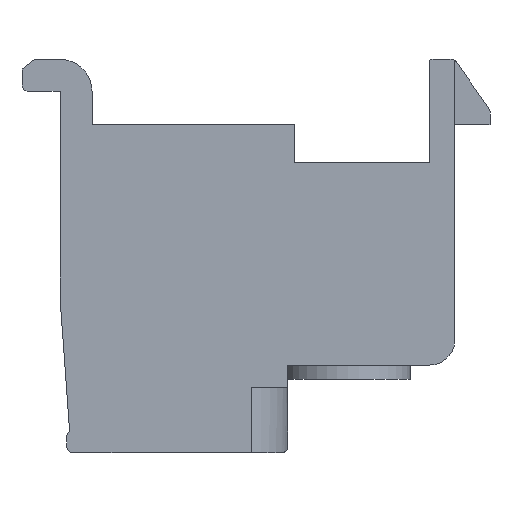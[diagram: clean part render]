
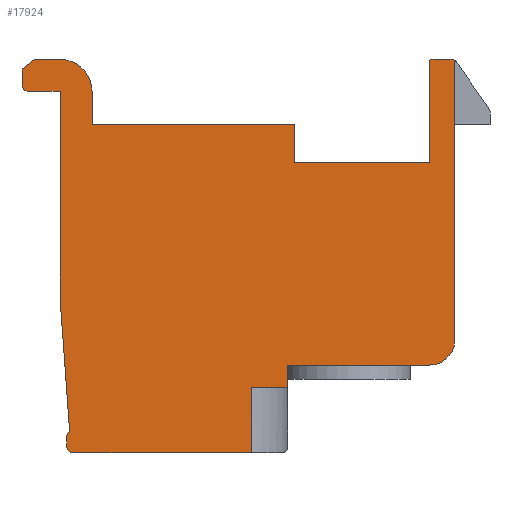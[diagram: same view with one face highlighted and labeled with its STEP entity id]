
A CAD part, front view. The second image highlights one B-rep face of the part: STEP entity #17924.
In plain terms, the highlighted planar face has unit normal (0, -1, 0).
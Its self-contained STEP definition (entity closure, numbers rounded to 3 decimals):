
#1=CARTESIAN_POINT('',(5.45,0.,-2.625));
#2=DIRECTION('',(0.,1.,0.));
#3=DIRECTION('',(1.,0.,0.));
#4=AXIS2_PLACEMENT_3D('',#1,#2,#3);
#6=DIRECTION('',(-1.,0.,0.));
#7=VECTOR('',#6,4.45);
#8=CARTESIAN_POINT('',(5.45,0.,-3.425));
#9=LINE('',#8,#7);
#10=DIRECTION('',(0.,0.,-1.));
#11=VECTOR('',#10,0.7);
#12=CARTESIAN_POINT('',(1.,0.,-3.425));
#13=LINE('',#12,#11);
#14=DIRECTION('',(1.,0.,0.));
#15=VECTOR('',#14,1.15);
#16=CARTESIAN_POINT('',(-0.15,0.,-4.125));
#17=LINE('',#16,#15);
#18=DIRECTION('',(0.,0.,1.));
#19=VECTOR('',#18,2.05);
#20=CARTESIAN_POINT('',(-0.15,0.,-6.175));
#21=LINE('',#20,#19);
#22=DIRECTION('',(-1.,0.,0.));
#23=VECTOR('',#22,5.6);
#24=CARTESIAN_POINT('',(-0.15,0.,-6.175));
#25=LINE('',#24,#23);
#26=CARTESIAN_POINT('',(-5.75,0.,-5.975));
#27=DIRECTION('',(0.,1.,0.));
#28=DIRECTION('',(0.,0.,-1.));
#29=AXIS2_PLACEMENT_3D('',#26,#27,#28);
#31=DIRECTION('',(0.,0.,1.));
#32=VECTOR('',#31,0.3);
#33=CARTESIAN_POINT('',(-5.95,0.,-5.975));
#34=LINE('',#33,#32);
#35=CARTESIAN_POINT('',(-5.75,0.,-5.675));
#36=DIRECTION('',(0.,1.,0.));
#37=DIRECTION('',(-1.,0.,0.));
#38=AXIS2_PLACEMENT_3D('',#35,#36,#37);
#40=DIRECTION('',(-0.072,0.,0.997));
#41=VECTOR('',#40,4.13);
#42=CARTESIAN_POINT('',(-5.854,0.,-5.504));
#43=LINE('',#42,#41);
#44=DIRECTION('',(0.,0.,1.));
#45=VECTOR('',#44,6.56);
#46=CARTESIAN_POINT('',(-6.15,0.,-1.385));
#47=LINE('',#46,#45);
#48=DIRECTION('',(-1.,0.,0.));
#49=VECTOR('',#48,1.);
#50=CARTESIAN_POINT('',(-6.15,0.,5.175));
#51=LINE('',#50,#49);
#52=CARTESIAN_POINT('',(-7.15,0.,5.375));
#53=DIRECTION('',(0.,1.,0.));
#54=DIRECTION('',(0.,0.,-1.));
#55=AXIS2_PLACEMENT_3D('',#52,#53,#54);
#57=DIRECTION('',(0.,0.,1.));
#58=VECTOR('',#57,0.5);
#59=CARTESIAN_POINT('',(-7.35,0.,5.375));
#60=LINE('',#59,#58);
#61=DIRECTION('',(0.785,0.,0.619));
#62=VECTOR('',#61,0.485);
#63=CARTESIAN_POINT('',(-7.35,0.,5.875));
#64=LINE('',#63,#62);
#65=DIRECTION('',(1.,0.,0.));
#66=VECTOR('',#65,0.819);
#67=CARTESIAN_POINT('',(-6.969,0.,6.175));
#68=LINE('',#67,#66);
#69=CARTESIAN_POINT('',(-6.15,0.,5.175));
#70=DIRECTION('',(0.,1.,0.));
#71=DIRECTION('',(0.,0.,1.));
#72=AXIS2_PLACEMENT_3D('',#69,#70,#71);
#74=DIRECTION('',(0.,0.,-1.));
#75=VECTOR('',#74,1.05);
#76=CARTESIAN_POINT('',(-5.15,0.,5.175));
#77=LINE('',#76,#75);
#78=DIRECTION('',(1.,0.,0.));
#79=VECTOR('',#78,6.35);
#80=CARTESIAN_POINT('',(-5.15,0.,4.125));
#81=LINE('',#80,#79);
#82=DIRECTION('',(0.,0.,-1.));
#83=VECTOR('',#82,1.2);
#84=CARTESIAN_POINT('',(1.2,0.,4.125));
#85=LINE('',#84,#83);
#86=DIRECTION('',(1.,0.,0.));
#87=VECTOR('',#86,4.25);
#88=CARTESIAN_POINT('',(1.2,0.,2.925));
#89=LINE('',#88,#87);
#90=DIRECTION('',(0.,0.,1.));
#91=VECTOR('',#90,3.213);
#92=CARTESIAN_POINT('',(5.45,0.,2.925));
#93=LINE('',#92,#91);
#94=CARTESIAN_POINT('',(5.565,0.,5.975));
#95=DIRECTION('',(0.,1.,0.));
#96=DIRECTION('',(-0.577,0.,0.816));
#97=AXIS2_PLACEMENT_3D('',#94,#95,#96);
#99=DIRECTION('',(1.,0.,0.));
#100=VECTOR('',#99,0.626);
#101=CARTESIAN_POINT('',(5.565,0.,6.175));
#102=LINE('',#101,#100);
#103=CARTESIAN_POINT('',(6.127,0.,5.986));
#104=DIRECTION('',(0.,1.,0.));
#105=DIRECTION('',(0.32,0.,0.947));
#106=AXIS2_PLACEMENT_3D('',#103,#104,#105);
#116=DIRECTION('',(0.,0.,1.));
#117=VECTOR('',#116,8.768);
#118=CARTESIAN_POINT('',(6.25,0.,-2.625));
#119=LINE('',#118,#117);
#13672=CARTESIAN_POINT('',(6.25,0.,-2.625));
#13673=CARTESIAN_POINT('',(5.45,0.,-3.425));
#13674=VERTEX_POINT('',#13672);
#13675=VERTEX_POINT('',#13673);
#13676=CARTESIAN_POINT('',(1.,0.,-3.425));
#13677=VERTEX_POINT('',#13676);
#13678=CARTESIAN_POINT('',(-5.75,0.,-6.175));
#13679=CARTESIAN_POINT('',(-5.95,0.,-5.975));
#13680=VERTEX_POINT('',#13678);
#13681=VERTEX_POINT('',#13679);
#13682=CARTESIAN_POINT('',(-5.95,0.,-5.675));
#13683=VERTEX_POINT('',#13682);
#13684=CARTESIAN_POINT('',(-5.854,0.,-5.504));
#13685=VERTEX_POINT('',#13684);
#13686=CARTESIAN_POINT('',(-6.15,0.,-1.385));
#13687=VERTEX_POINT('',#13686);
#13688=CARTESIAN_POINT('',(-6.15,0.,5.175));
#13689=VERTEX_POINT('',#13688);
#13690=CARTESIAN_POINT('',(-7.15,0.,5.175));
#13691=VERTEX_POINT('',#13690);
#13692=CARTESIAN_POINT('',(-7.35,0.,5.375));
#13693=VERTEX_POINT('',#13692);
#13694=CARTESIAN_POINT('',(-7.35,0.,5.875));
#13695=VERTEX_POINT('',#13694);
#13696=CARTESIAN_POINT('',(-6.969,0.,6.175));
#13697=VERTEX_POINT('',#13696);
#13698=CARTESIAN_POINT('',(-6.15,0.,6.175));
#13699=VERTEX_POINT('',#13698);
#13700=CARTESIAN_POINT('',(-5.15,0.,5.175));
#13701=VERTEX_POINT('',#13700);
#13702=CARTESIAN_POINT('',(-5.15,0.,4.125));
#13703=VERTEX_POINT('',#13702);
#13704=CARTESIAN_POINT('',(1.2,0.,4.125));
#13705=VERTEX_POINT('',#13704);
#13706=CARTESIAN_POINT('',(1.2,0.,2.925));
#13707=VERTEX_POINT('',#13706);
#13708=CARTESIAN_POINT('',(5.45,0.,2.925));
#13709=VERTEX_POINT('',#13708);
#13710=CARTESIAN_POINT('',(5.45,0.,6.138));
#13711=VERTEX_POINT('',#13710);
#13712=CARTESIAN_POINT('',(5.565,0.,6.175));
#13713=VERTEX_POINT('',#13712);
#13714=CARTESIAN_POINT('',(6.191,0.,6.175));
#13715=VERTEX_POINT('',#13714);
#14316=CARTESIAN_POINT('',(-0.15,0.,-6.175));
#14317=CARTESIAN_POINT('',(-0.15,0.,-4.125));
#14318=VERTEX_POINT('',#14316);
#14319=VERTEX_POINT('',#14317);
#14320=CARTESIAN_POINT('',(1.,0.,-4.125));
#14321=VERTEX_POINT('',#14320);
#14340=CARTESIAN_POINT('',(6.25,0.,6.143));
#14342=VERTEX_POINT('',#14340);
#17865=CARTESIAN_POINT('',(0.,0.,0.));
#17866=DIRECTION('',(0.,1.,0.));
#17867=DIRECTION('',(1.,0.,0.));
#17868=AXIS2_PLACEMENT_3D('',#17865,#17866,#17867);
#17869=PLANE('',#17868);
#17871=ORIENTED_EDGE('',*,*,#17870,.F.);
#17873=ORIENTED_EDGE('',*,*,#17872,.T.);
#17875=ORIENTED_EDGE('',*,*,#17874,.T.);
#17877=ORIENTED_EDGE('',*,*,#17876,.T.);
#17879=ORIENTED_EDGE('',*,*,#17878,.F.);
#17881=ORIENTED_EDGE('',*,*,#17880,.F.);
#17883=ORIENTED_EDGE('',*,*,#17882,.T.);
#17885=ORIENTED_EDGE('',*,*,#17884,.T.);
#17887=ORIENTED_EDGE('',*,*,#17886,.T.);
#17889=ORIENTED_EDGE('',*,*,#17888,.T.);
#17891=ORIENTED_EDGE('',*,*,#17890,.T.);
#17893=ORIENTED_EDGE('',*,*,#17892,.T.);
#17895=ORIENTED_EDGE('',*,*,#17894,.T.);
#17897=ORIENTED_EDGE('',*,*,#17896,.T.);
#17899=ORIENTED_EDGE('',*,*,#17898,.T.);
#17901=ORIENTED_EDGE('',*,*,#17900,.T.);
#17903=ORIENTED_EDGE('',*,*,#17902,.T.);
#17905=ORIENTED_EDGE('',*,*,#17904,.T.);
#17907=ORIENTED_EDGE('',*,*,#17906,.T.);
#17909=ORIENTED_EDGE('',*,*,#17908,.T.);
#17911=ORIENTED_EDGE('',*,*,#17910,.T.);
#17913=ORIENTED_EDGE('',*,*,#17912,.T.);
#17915=ORIENTED_EDGE('',*,*,#17914,.T.);
#17917=ORIENTED_EDGE('',*,*,#17916,.T.);
#17919=ORIENTED_EDGE('',*,*,#17918,.T.);
#17921=ORIENTED_EDGE('',*,*,#17920,.T.);
#17922=EDGE_LOOP('',(#17871,#17873,#17875,#17877,#17879,#17881,#17883,#17885,
#17887,#17889,#17891,#17893,#17895,#17897,#17899,#17901,#17903,#17905,#17907,
#17909,#17911,#17913,#17915,#17917,#17919,#17921));
#17923=FACE_OUTER_BOUND('',#17922,.F.);
#17924=ADVANCED_FACE('',(#17923),#17869,.F.);
#5=CIRCLE('',#4,0.8);
#30=CIRCLE('',#29,0.2);
#39=CIRCLE('',#38,0.2);
#56=CIRCLE('',#55,0.2);
#73=CIRCLE('',#72,1.);
#98=CIRCLE('',#97,0.2);
#107=CIRCLE('',#106,0.2);
#17870=EDGE_CURVE('',#13674,#14342,#119,.T.);
#17872=EDGE_CURVE('',#13674,#13675,#5,.T.);
#17874=EDGE_CURVE('',#13675,#13677,#9,.T.);
#17876=EDGE_CURVE('',#13677,#14321,#13,.T.);
#17878=EDGE_CURVE('',#14319,#14321,#17,.T.);
#17880=EDGE_CURVE('',#14318,#14319,#21,.T.);
#17882=EDGE_CURVE('',#14318,#13680,#25,.T.);
#17884=EDGE_CURVE('',#13680,#13681,#30,.T.);
#17886=EDGE_CURVE('',#13681,#13683,#34,.T.);
#17888=EDGE_CURVE('',#13683,#13685,#39,.T.);
#17890=EDGE_CURVE('',#13685,#13687,#43,.T.);
#17892=EDGE_CURVE('',#13687,#13689,#47,.T.);
#17894=EDGE_CURVE('',#13689,#13691,#51,.T.);
#17896=EDGE_CURVE('',#13691,#13693,#56,.T.);
#17898=EDGE_CURVE('',#13693,#13695,#60,.T.);
#17900=EDGE_CURVE('',#13695,#13697,#64,.T.);
#17902=EDGE_CURVE('',#13697,#13699,#68,.T.);
#17904=EDGE_CURVE('',#13699,#13701,#73,.T.);
#17906=EDGE_CURVE('',#13701,#13703,#77,.T.);
#17908=EDGE_CURVE('',#13703,#13705,#81,.T.);
#17910=EDGE_CURVE('',#13705,#13707,#85,.T.);
#17912=EDGE_CURVE('',#13707,#13709,#89,.T.);
#17914=EDGE_CURVE('',#13709,#13711,#93,.T.);
#17916=EDGE_CURVE('',#13711,#13713,#98,.T.);
#17918=EDGE_CURVE('',#13713,#13715,#102,.T.);
#17920=EDGE_CURVE('',#13715,#14342,#107,.T.);
